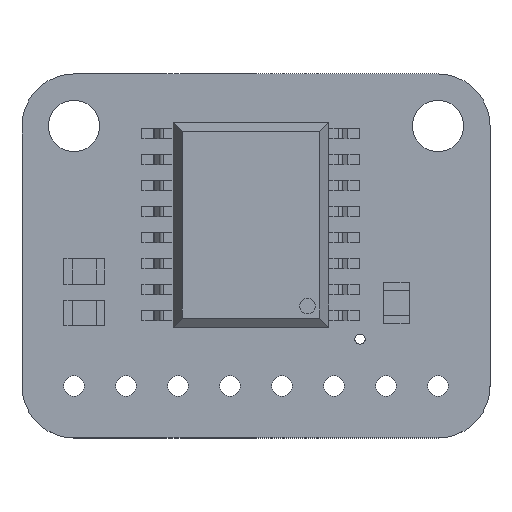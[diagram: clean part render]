
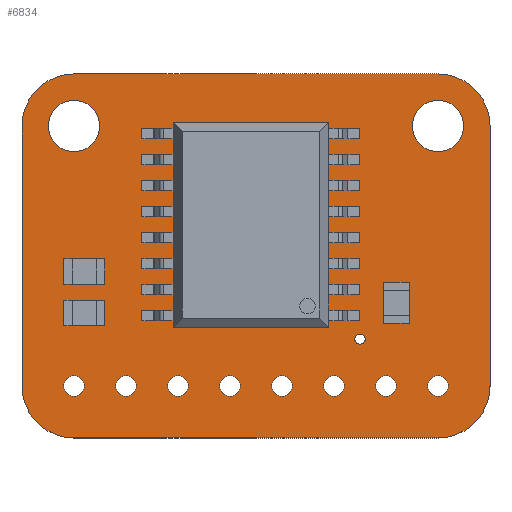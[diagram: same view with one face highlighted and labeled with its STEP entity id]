
A CAD part, top view. The second image highlights one B-rep face of the part: STEP entity #6834.
In plain terms, the highlighted planar face has unit normal (0, 0, 1).
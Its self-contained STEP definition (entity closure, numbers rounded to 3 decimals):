
#63=FACE_BOUND('',#793,.T.);
#64=FACE_BOUND('',#794,.T.);
#65=FACE_BOUND('',#795,.T.);
#66=FACE_BOUND('',#796,.T.);
#67=FACE_BOUND('',#797,.T.);
#68=FACE_BOUND('',#798,.T.);
#69=FACE_BOUND('',#799,.T.);
#70=FACE_BOUND('',#800,.T.);
#71=FACE_BOUND('',#801,.T.);
#72=FACE_BOUND('',#802,.T.);
#73=FACE_BOUND('',#803,.T.);
#74=FACE_BOUND('',#804,.T.);
#100=PLANE('',#7331);
#394=FACE_OUTER_BOUND('',#792,.T.);
#792=EDGE_LOOP('',(#4714,#4715,#4716,#4717,#4718,#4719,#4720,#4721));
#793=EDGE_LOOP('',(#4722));
#794=EDGE_LOOP('',(#4723));
#795=EDGE_LOOP('',(#4724));
#796=EDGE_LOOP('',(#4725));
#797=EDGE_LOOP('',(#4726));
#798=EDGE_LOOP('',(#4727));
#799=EDGE_LOOP('',(#4728));
#800=EDGE_LOOP('',(#4729));
#801=EDGE_LOOP('',(#4730));
#802=EDGE_LOOP('',(#4731));
#803=EDGE_LOOP('',(#4732));
#804=EDGE_LOOP('',(#4733));
#1217=LINE('',#10072,#1984);
#1221=LINE('',#10084,#1988);
#1225=LINE('',#10096,#1992);
#1229=LINE('',#10108,#1996);
#1984=VECTOR('',#8018,10.);
#1988=VECTOR('',#8030,10.);
#1992=VECTOR('',#8042,10.);
#1996=VECTOR('',#8054,10.);
#2738=CIRCLE('',#7281,1.25);
#2740=CIRCLE('',#7284,0.5);
#2742=CIRCLE('',#7287,0.5);
#2744=CIRCLE('',#7290,0.5);
#2746=CIRCLE('',#7293,0.5);
#2748=CIRCLE('',#7296,0.25);
#2750=CIRCLE('',#7299,0.5);
#2752=CIRCLE('',#7302,0.5);
#2754=CIRCLE('',#7305,0.25);
#2756=CIRCLE('',#7308,0.5);
#2758=CIRCLE('',#7311,0.5);
#2760=CIRCLE('',#7314,1.25);
#2762=CIRCLE('',#7318,2.54);
#2764=CIRCLE('',#7322,2.54);
#2766=CIRCLE('',#7326,2.54);
#2768=CIRCLE('',#7330,2.54);
#2978=VERTEX_POINT('',#9996);
#2980=VERTEX_POINT('',#10002);
#2982=VERTEX_POINT('',#10008);
#2984=VERTEX_POINT('',#10014);
#2986=VERTEX_POINT('',#10020);
#2988=VERTEX_POINT('',#10026);
#2990=VERTEX_POINT('',#10032);
#2992=VERTEX_POINT('',#10038);
#2994=VERTEX_POINT('',#10044);
#2996=VERTEX_POINT('',#10050);
#2998=VERTEX_POINT('',#10056);
#3000=VERTEX_POINT('',#10062);
#3003=VERTEX_POINT('',#10069);
#3004=VERTEX_POINT('',#10071);
#3006=VERTEX_POINT('',#10077);
#3008=VERTEX_POINT('',#10083);
#3010=VERTEX_POINT('',#10089);
#3012=VERTEX_POINT('',#10095);
#3014=VERTEX_POINT('',#10101);
#3016=VERTEX_POINT('',#10107);
#3629=EDGE_CURVE('',#2978,#2978,#2738,.T.);
#3632=EDGE_CURVE('',#2980,#2980,#2740,.T.);
#3635=EDGE_CURVE('',#2982,#2982,#2742,.T.);
#3638=EDGE_CURVE('',#2984,#2984,#2744,.T.);
#3641=EDGE_CURVE('',#2986,#2986,#2746,.T.);
#3644=EDGE_CURVE('',#2988,#2988,#2748,.T.);
#3647=EDGE_CURVE('',#2990,#2990,#2750,.T.);
#3650=EDGE_CURVE('',#2992,#2992,#2752,.T.);
#3653=EDGE_CURVE('',#2994,#2994,#2754,.T.);
#3656=EDGE_CURVE('',#2996,#2996,#2756,.T.);
#3659=EDGE_CURVE('',#2998,#2998,#2758,.T.);
#3662=EDGE_CURVE('',#3000,#3000,#2760,.T.);
#3665=EDGE_CURVE('',#3004,#3003,#1217,.T.);
#3668=EDGE_CURVE('',#3006,#3004,#2762,.T.);
#3671=EDGE_CURVE('',#3008,#3006,#1221,.T.);
#3674=EDGE_CURVE('',#3010,#3008,#2764,.T.);
#3677=EDGE_CURVE('',#3012,#3010,#1225,.T.);
#3680=EDGE_CURVE('',#3014,#3012,#2766,.T.);
#3683=EDGE_CURVE('',#3016,#3014,#1229,.T.);
#3686=EDGE_CURVE('',#3003,#3016,#2768,.T.);
#4714=ORIENTED_EDGE('',*,*,#3686,.T.);
#4715=ORIENTED_EDGE('',*,*,#3683,.T.);
#4716=ORIENTED_EDGE('',*,*,#3680,.T.);
#4717=ORIENTED_EDGE('',*,*,#3677,.T.);
#4718=ORIENTED_EDGE('',*,*,#3674,.T.);
#4719=ORIENTED_EDGE('',*,*,#3671,.T.);
#4720=ORIENTED_EDGE('',*,*,#3668,.T.);
#4721=ORIENTED_EDGE('',*,*,#3665,.T.);
#4722=ORIENTED_EDGE('',*,*,#3629,.T.);
#4723=ORIENTED_EDGE('',*,*,#3632,.T.);
#4724=ORIENTED_EDGE('',*,*,#3635,.T.);
#4725=ORIENTED_EDGE('',*,*,#3638,.T.);
#4726=ORIENTED_EDGE('',*,*,#3641,.T.);
#4727=ORIENTED_EDGE('',*,*,#3644,.T.);
#4728=ORIENTED_EDGE('',*,*,#3647,.T.);
#4729=ORIENTED_EDGE('',*,*,#3650,.T.);
#4730=ORIENTED_EDGE('',*,*,#3653,.T.);
#4731=ORIENTED_EDGE('',*,*,#3656,.T.);
#4732=ORIENTED_EDGE('',*,*,#3659,.T.);
#4733=ORIENTED_EDGE('',*,*,#3662,.T.);
#6834=ADVANCED_FACE('',(#394,#63,#64,#65,#66,#67,#68,#69,#70,#71,#72,#73,
#74),#100,.T.);
#7281=AXIS2_PLACEMENT_3D('',#9998,#7935,#7936);
#7284=AXIS2_PLACEMENT_3D('',#10004,#7942,#7943);
#7287=AXIS2_PLACEMENT_3D('',#10010,#7949,#7950);
#7290=AXIS2_PLACEMENT_3D('',#10016,#7956,#7957);
#7293=AXIS2_PLACEMENT_3D('',#10022,#7963,#7964);
#7296=AXIS2_PLACEMENT_3D('',#10028,#7970,#7971);
#7299=AXIS2_PLACEMENT_3D('',#10034,#7977,#7978);
#7302=AXIS2_PLACEMENT_3D('',#10040,#7984,#7985);
#7305=AXIS2_PLACEMENT_3D('',#10046,#7991,#7992);
#7308=AXIS2_PLACEMENT_3D('',#10052,#7998,#7999);
#7311=AXIS2_PLACEMENT_3D('',#10058,#8005,#8006);
#7314=AXIS2_PLACEMENT_3D('',#10064,#8012,#8013);
#7318=AXIS2_PLACEMENT_3D('',#10078,#8024,#8025);
#7322=AXIS2_PLACEMENT_3D('',#10090,#8036,#8037);
#7326=AXIS2_PLACEMENT_3D('',#10102,#8048,#8049);
#7330=AXIS2_PLACEMENT_3D('',#10112,#8060,#8061);
#7331=AXIS2_PLACEMENT_3D('',#10113,#8062,#8063);
#7935=DIRECTION('center_axis',(0.,0.,-1.));
#7936=DIRECTION('ref_axis',(1.,0.,0.));
#7942=DIRECTION('center_axis',(0.,0.,-1.));
#7943=DIRECTION('ref_axis',(1.,0.,0.));
#7949=DIRECTION('center_axis',(0.,0.,-1.));
#7950=DIRECTION('ref_axis',(1.,0.,0.));
#7956=DIRECTION('center_axis',(0.,0.,-1.));
#7957=DIRECTION('ref_axis',(1.,0.,0.));
#7963=DIRECTION('center_axis',(0.,0.,-1.));
#7964=DIRECTION('ref_axis',(1.,0.,0.));
#7970=DIRECTION('center_axis',(0.,0.,-1.));
#7971=DIRECTION('ref_axis',(1.,0.,0.));
#7977=DIRECTION('center_axis',(0.,0.,-1.));
#7978=DIRECTION('ref_axis',(1.,0.,0.));
#7984=DIRECTION('center_axis',(0.,0.,-1.));
#7985=DIRECTION('ref_axis',(1.,0.,0.));
#7991=DIRECTION('center_axis',(0.,0.,-1.));
#7992=DIRECTION('ref_axis',(1.,0.,0.));
#7998=DIRECTION('center_axis',(0.,0.,-1.));
#7999=DIRECTION('ref_axis',(1.,0.,0.));
#8005=DIRECTION('center_axis',(0.,0.,-1.));
#8006=DIRECTION('ref_axis',(1.,0.,0.));
#8012=DIRECTION('center_axis',(0.,0.,-1.));
#8013=DIRECTION('ref_axis',(1.,0.,0.));
#8018=DIRECTION('',(0.,1.,0.));
#8024=DIRECTION('center_axis',(0.,0.,1.));
#8025=DIRECTION('ref_axis',(0.,-1.,0.));
#8030=DIRECTION('',(1.,0.,0.));
#8036=DIRECTION('center_axis',(0.,0.,1.));
#8037=DIRECTION('ref_axis',(-1.,0.,0.));
#8042=DIRECTION('',(0.,-1.,0.));
#8048=DIRECTION('center_axis',(0.,0.,1.));
#8049=DIRECTION('ref_axis',(0.,1.,0.));
#8054=DIRECTION('',(-1.,0.,0.));
#8060=DIRECTION('center_axis',(0.,0.,1.));
#8061=DIRECTION('ref_axis',(1.,0.,0.));
#8062=DIRECTION('center_axis',(0.,0.,1.));
#8063=DIRECTION('ref_axis',(1.,0.,0.));
#9996=CARTESIAN_POINT('',(19.07,15.24,1.57));
#9998=CARTESIAN_POINT('Origin',(20.32,15.24,1.57));
#10002=CARTESIAN_POINT('',(17.28,2.54,1.57));
#10004=CARTESIAN_POINT('Origin',(17.78,2.54,1.57));
#10008=CARTESIAN_POINT('',(12.2,2.54,1.57));
#10010=CARTESIAN_POINT('Origin',(12.7,2.54,1.57));
#10014=CARTESIAN_POINT('',(9.66,2.54,1.57));
#10016=CARTESIAN_POINT('Origin',(10.16,2.54,1.57));
#10020=CARTESIAN_POINT('',(4.58,2.54,1.57));
#10022=CARTESIAN_POINT('Origin',(5.08,2.54,1.57));
#10026=CARTESIAN_POINT('',(11.18,10.668,1.57));
#10028=CARTESIAN_POINT('Origin',(11.43,10.668,1.57));
#10032=CARTESIAN_POINT('',(2.04,2.54,1.57));
#10034=CARTESIAN_POINT('Origin',(2.54,2.54,1.57));
#10038=CARTESIAN_POINT('',(7.12,2.54,1.57));
#10040=CARTESIAN_POINT('Origin',(7.62,2.54,1.57));
#10044=CARTESIAN_POINT('',(16.26,4.826,1.57));
#10046=CARTESIAN_POINT('Origin',(16.51,4.826,1.57));
#10050=CARTESIAN_POINT('',(14.74,2.54,1.57));
#10052=CARTESIAN_POINT('Origin',(15.24,2.54,1.57));
#10056=CARTESIAN_POINT('',(19.82,2.54,1.57));
#10058=CARTESIAN_POINT('Origin',(20.32,2.54,1.57));
#10062=CARTESIAN_POINT('',(1.29,15.24,1.57));
#10064=CARTESIAN_POINT('Origin',(2.54,15.24,1.57));
#10069=CARTESIAN_POINT('',(22.86,15.24,1.57));
#10071=CARTESIAN_POINT('',(22.86,2.54,1.57));
#10072=CARTESIAN_POINT('',(22.86,15.24,1.57));
#10077=CARTESIAN_POINT('',(20.32,0.,1.57));
#10078=CARTESIAN_POINT('Origin',(20.32,2.54,1.57));
#10083=CARTESIAN_POINT('',(2.54,0.,1.57));
#10084=CARTESIAN_POINT('',(20.32,0.,1.57));
#10089=CARTESIAN_POINT('',(0.,2.54,1.57));
#10090=CARTESIAN_POINT('Origin',(2.54,2.54,1.57));
#10095=CARTESIAN_POINT('',(0.,15.24,1.57));
#10096=CARTESIAN_POINT('',(0.,2.54,1.57));
#10101=CARTESIAN_POINT('',(2.54,17.78,1.57));
#10102=CARTESIAN_POINT('Origin',(2.54,15.24,1.57));
#10107=CARTESIAN_POINT('',(20.32,17.78,1.57));
#10108=CARTESIAN_POINT('',(2.54,17.78,1.57));
#10112=CARTESIAN_POINT('Origin',(20.32,15.24,1.57));
#10113=CARTESIAN_POINT('Origin',(11.43,8.89,1.57));
